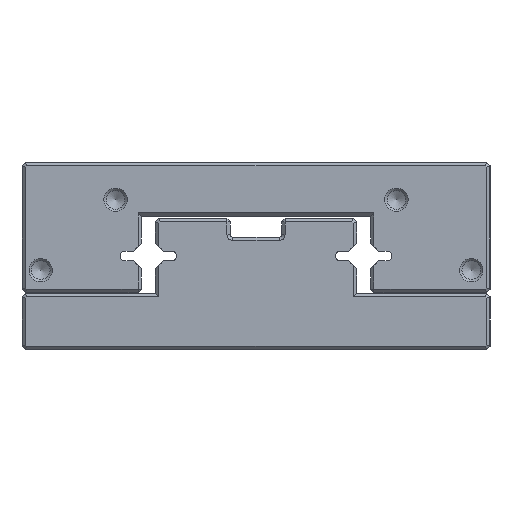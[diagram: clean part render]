
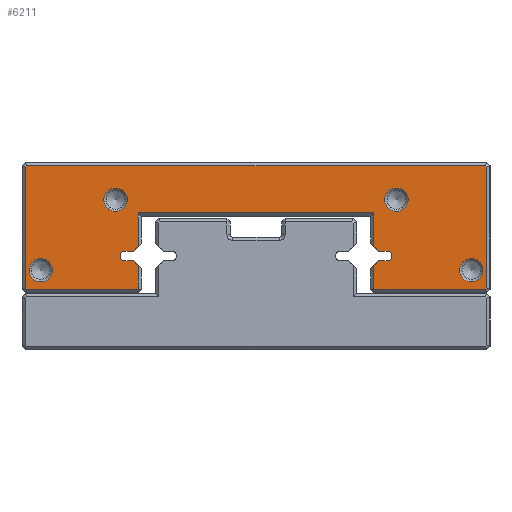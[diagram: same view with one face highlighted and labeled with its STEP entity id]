
A CAD part, left-side view. The second image highlights one B-rep face of the part: STEP entity #6211.
In plain terms, the highlighted planar face has unit normal (-1, 0, 0).
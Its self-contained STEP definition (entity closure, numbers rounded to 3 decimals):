
#5166=FACE_BOUND('',#9561,.T.);
#5167=FACE_BOUND('',#9562,.T.);
#5168=FACE_BOUND('',#9563,.T.);
#5169=FACE_BOUND('',#9564,.T.);
#5170=FACE_BOUND('',#9565,.T.);
#5717=CIRCLE('',#26059,1.);
#5734=CIRCLE('',#26084,1.);
#5740=CIRCLE('',#26096,2.5);
#5741=CIRCLE('',#26097,2.5);
#5742=CIRCLE('',#26098,2.5);
#5743=CIRCLE('',#26099,2.5);
#6211=ADVANCED_FACE('',(#5166,#5167,#5168,#5169,#5170),#7384,.T.);
#7384=PLANE('',#26100);
#9561=EDGE_LOOP('',(#12512,#12513,#12514,#12515,#12516,#12517,#12518,#12519,
#12520,#12521,#12522,#12523,#12524,#12525,#12526,#12527,#12528,#12529,#12530,
#12531,#12532,#12533,#12534,#12535));
#9562=EDGE_LOOP('',(#12536));
#9563=EDGE_LOOP('',(#12537));
#9564=EDGE_LOOP('',(#12538));
#9565=EDGE_LOOP('',(#12539));
#12512=ORIENTED_EDGE('',*,*,#19552,.F.);
#12513=ORIENTED_EDGE('',*,*,#19593,.T.);
#12514=ORIENTED_EDGE('',*,*,#19594,.T.);
#12515=ORIENTED_EDGE('',*,*,#19595,.T.);
#12516=ORIENTED_EDGE('',*,*,#19499,.F.);
#12517=ORIENTED_EDGE('',*,*,#19493,.F.);
#12518=ORIENTED_EDGE('',*,*,#19490,.F.);
#12519=ORIENTED_EDGE('',*,*,#19487,.F.);
#12520=ORIENTED_EDGE('',*,*,#19485,.F.);
#12521=ORIENTED_EDGE('',*,*,#19596,.T.);
#12522=ORIENTED_EDGE('',*,*,#19597,.T.);
#12523=ORIENTED_EDGE('',*,*,#19598,.T.);
#12524=ORIENTED_EDGE('',*,*,#19599,.T.);
#12525=ORIENTED_EDGE('',*,*,#19600,.T.);
#12526=ORIENTED_EDGE('',*,*,#19601,.T.);
#12527=ORIENTED_EDGE('',*,*,#19602,.T.);
#12528=ORIENTED_EDGE('',*,*,#19603,.T.);
#12529=ORIENTED_EDGE('',*,*,#19604,.T.);
#12530=ORIENTED_EDGE('',*,*,#19605,.T.);
#12531=ORIENTED_EDGE('',*,*,#19606,.T.);
#12532=ORIENTED_EDGE('',*,*,#19566,.F.);
#12533=ORIENTED_EDGE('',*,*,#19560,.F.);
#12534=ORIENTED_EDGE('',*,*,#19557,.F.);
#12535=ORIENTED_EDGE('',*,*,#19554,.F.);
#12536=ORIENTED_EDGE('',*,*,#19607,.T.);
#12537=ORIENTED_EDGE('',*,*,#19608,.T.);
#12538=ORIENTED_EDGE('',*,*,#19609,.T.);
#12539=ORIENTED_EDGE('',*,*,#19610,.T.);
#17335=VERTEX_POINT('',#34861);
#17336=VERTEX_POINT('',#34863);
#17337=VERTEX_POINT('',#34867);
#17339=VERTEX_POINT('',#34873);
#17341=VERTEX_POINT('',#34879);
#17346=VERTEX_POINT('',#34891);
#17382=VERTEX_POINT('',#34983);
#17383=VERTEX_POINT('',#34985);
#17384=VERTEX_POINT('',#34989);
#17386=VERTEX_POINT('',#34995);
#17388=VERTEX_POINT('',#35001);
#17393=VERTEX_POINT('',#35013);
#17416=VERTEX_POINT('',#35067);
#17417=VERTEX_POINT('',#35069);
#17418=VERTEX_POINT('',#35072);
#17419=VERTEX_POINT('',#35074);
#17420=VERTEX_POINT('',#35076);
#17421=VERTEX_POINT('',#35078);
#17422=VERTEX_POINT('',#35080);
#17423=VERTEX_POINT('',#35082);
#17424=VERTEX_POINT('',#35084);
#17425=VERTEX_POINT('',#35086);
#17426=VERTEX_POINT('',#35088);
#17427=VERTEX_POINT('',#35090);
#17428=VERTEX_POINT('',#35093);
#17429=VERTEX_POINT('',#35095);
#17430=VERTEX_POINT('',#35097);
#17431=VERTEX_POINT('',#35099);
#19485=EDGE_CURVE('',#17335,#17336,#22008,.T.);
#19487=EDGE_CURVE('',#17336,#17337,#22010,.T.);
#19490=EDGE_CURVE('',#17337,#17339,#5717,.T.);
#19493=EDGE_CURVE('',#17339,#17341,#22014,.T.);
#19499=EDGE_CURVE('',#17341,#17346,#22020,.T.);
#19552=EDGE_CURVE('',#17382,#17383,#22058,.T.);
#19554=EDGE_CURVE('',#17383,#17384,#22060,.T.);
#19557=EDGE_CURVE('',#17384,#17386,#5734,.T.);
#19560=EDGE_CURVE('',#17386,#17388,#22064,.T.);
#19566=EDGE_CURVE('',#17388,#17393,#22070,.T.);
#19593=EDGE_CURVE('',#17382,#17416,#22093,.T.);
#19594=EDGE_CURVE('',#17416,#17417,#22094,.T.);
#19595=EDGE_CURVE('',#17417,#17346,#22095,.T.);
#19596=EDGE_CURVE('',#17335,#17418,#22096,.T.);
#19597=EDGE_CURVE('',#17418,#17419,#22097,.T.);
#19598=EDGE_CURVE('',#17419,#17420,#22098,.T.);
#19599=EDGE_CURVE('',#17420,#17421,#22099,.T.);
#19600=EDGE_CURVE('',#17421,#17422,#22100,.T.);
#19601=EDGE_CURVE('',#17422,#17423,#22101,.T.);
#19602=EDGE_CURVE('',#17423,#17424,#22102,.T.);
#19603=EDGE_CURVE('',#17424,#17425,#22103,.T.);
#19604=EDGE_CURVE('',#17425,#17426,#22104,.T.);
#19605=EDGE_CURVE('',#17426,#17427,#22105,.T.);
#19606=EDGE_CURVE('',#17427,#17393,#22106,.T.);
#19607=EDGE_CURVE('',#17428,#17428,#5740,.T.);
#19608=EDGE_CURVE('',#17429,#17429,#5741,.T.);
#19609=EDGE_CURVE('',#17430,#17430,#5742,.T.);
#19610=EDGE_CURVE('',#17431,#17431,#5743,.T.);
#22008=LINE('',#34862,#24162);
#22010=LINE('',#34866,#24164);
#22014=LINE('',#34878,#24168);
#22020=LINE('',#34890,#24174);
#22058=LINE('',#34984,#24212);
#22060=LINE('',#34988,#24214);
#22064=LINE('',#35000,#24218);
#22070=LINE('',#35012,#24224);
#22093=LINE('',#35066,#24247);
#22094=LINE('',#35068,#24248);
#22095=LINE('',#35070,#24249);
#22096=LINE('',#35071,#24250);
#22097=LINE('',#35073,#24251);
#22098=LINE('',#35075,#24252);
#22099=LINE('',#35077,#24253);
#22100=LINE('',#35079,#24254);
#22101=LINE('',#35081,#24255);
#22102=LINE('',#35083,#24256);
#22103=LINE('',#35085,#24257);
#22104=LINE('',#35087,#24258);
#22105=LINE('',#35089,#24259);
#22106=LINE('',#35091,#24260);
#24162=VECTOR('',#28767,1.);
#24164=VECTOR('',#28771,1.);
#24168=VECTOR('',#28783,1.);
#24174=VECTOR('',#28791,1.);
#24212=VECTOR('',#28867,1.);
#24214=VECTOR('',#28871,1.);
#24218=VECTOR('',#28883,1.);
#24224=VECTOR('',#28891,1.);
#24247=VECTOR('',#28930,1.);
#24248=VECTOR('',#28931,1.);
#24249=VECTOR('',#28932,1.);
#24250=VECTOR('',#28933,1.);
#24251=VECTOR('',#28934,1.);
#24252=VECTOR('',#28935,1.);
#24253=VECTOR('',#28936,1.);
#24254=VECTOR('',#28937,1.);
#24255=VECTOR('',#28938,1.);
#24256=VECTOR('',#28939,1.);
#24257=VECTOR('',#28940,1.);
#24258=VECTOR('',#28941,1.);
#24259=VECTOR('',#28942,1.);
#24260=VECTOR('',#28943,1.);
#26059=AXIS2_PLACEMENT_3D('',#34872,#28776,#28777);
#26084=AXIS2_PLACEMENT_3D('',#34994,#28876,#28877);
#26096=AXIS2_PLACEMENT_3D('',#35092,#28944,#28945);
#26097=AXIS2_PLACEMENT_3D('',#35094,#28946,#28947);
#26098=AXIS2_PLACEMENT_3D('',#35096,#28948,#28949);
#26099=AXIS2_PLACEMENT_3D('',#35098,#28950,#28951);
#26100=AXIS2_PLACEMENT_3D('',#35100,#28952,#28953);
#28767=DIRECTION('',(0.,-0.707,0.707));
#28771=DIRECTION('',(0.,-1.,0.));
#28776=DIRECTION('',(-1.,0.,0.));
#28777=DIRECTION('',(0.,0.,-1.));
#28783=DIRECTION('',(0.,1.,0.));
#28791=DIRECTION('',(0.,0.707,0.707));
#28867=DIRECTION('',(0.,0.707,-0.707));
#28871=DIRECTION('',(0.,1.,0.));
#28876=DIRECTION('',(-1.,0.,0.));
#28877=DIRECTION('',(0.,0.,1.));
#28883=DIRECTION('',(0.,-1.,0.));
#28891=DIRECTION('',(0.,-0.707,-0.707));
#28930=DIRECTION('',(0.,0.,1.));
#28931=DIRECTION('',(0.,-1.,0.));
#28932=DIRECTION('',(0.,0.,-1.));
#28933=DIRECTION('',(0.,0.,-1.));
#28934=DIRECTION('',(0.,-1.,0.));
#28935=DIRECTION('',(0.,-0.707,0.707));
#28936=DIRECTION('',(0.,0.,1.));
#28937=DIRECTION('',(0.,0.707,0.707));
#28938=DIRECTION('',(0.,1.,0.));
#28939=DIRECTION('',(0.,0.707,-0.707));
#28940=DIRECTION('',(0.,0.,-1.));
#28941=DIRECTION('',(0.,-0.707,-0.707));
#28942=DIRECTION('',(0.,-1.,0.));
#28943=DIRECTION('',(0.,0.,1.));
#28944=DIRECTION('',(1.,0.,0.));
#28945=DIRECTION('',(0.,0.,-1.));
#28946=DIRECTION('',(1.,0.,0.));
#28947=DIRECTION('',(0.,0.,-1.));
#28948=DIRECTION('',(1.,0.,0.));
#28949=DIRECTION('',(0.,0.,-1.));
#28950=DIRECTION('',(1.,0.,0.));
#28951=DIRECTION('',(0.,0.,-1.));
#28952=DIRECTION('',(-1.,0.,0.));
#28953=DIRECTION('',(0.,0.,1.));
#34861=CARTESIAN_POINT('',(80.,24.8,17.957));
#34862=CARTESIAN_POINT('',(80.,25.5,17.257));
#34863=CARTESIAN_POINT('',(80.,23.757,19.));
#34866=CARTESIAN_POINT('',(80.,23.757,19.));
#34867=CARTESIAN_POINT('',(80.,22.,19.));
#34872=CARTESIAN_POINT('',(80.,22.,20.));
#34873=CARTESIAN_POINT('',(80.,22.,21.));
#34878=CARTESIAN_POINT('',(80.,22.,21.));
#34879=CARTESIAN_POINT('',(80.,23.757,21.));
#34890=CARTESIAN_POINT('',(80.,23.757,21.));
#34891=CARTESIAN_POINT('',(80.,24.8,22.043));
#34983=CARTESIAN_POINT('',(80.,75.2,22.043));
#34984=CARTESIAN_POINT('',(80.,74.5,22.743));
#34985=CARTESIAN_POINT('',(80.,76.243,21.));
#34988=CARTESIAN_POINT('',(80.,76.243,21.));
#34989=CARTESIAN_POINT('',(80.,78.,21.));
#34994=CARTESIAN_POINT('',(80.,78.,20.));
#34995=CARTESIAN_POINT('',(80.,78.,19.));
#35000=CARTESIAN_POINT('',(80.,78.,19.));
#35001=CARTESIAN_POINT('',(80.,76.243,19.));
#35012=CARTESIAN_POINT('',(80.,76.243,19.));
#35013=CARTESIAN_POINT('',(80.,75.2,17.957));
#35066=CARTESIAN_POINT('',(80.,75.2,28.5));
#35067=CARTESIAN_POINT('',(80.,75.2,29.2));
#35068=CARTESIAN_POINT('',(80.,25.5,29.2));
#35069=CARTESIAN_POINT('',(80.,24.8,29.2));
#35070=CARTESIAN_POINT('',(80.,24.8,22.743));
#35071=CARTESIAN_POINT('',(80.,24.8,12.2));
#35072=CARTESIAN_POINT('',(80.,24.8,12.9));
#35073=CARTESIAN_POINT('',(80.,0.7,12.9));
#35074=CARTESIAN_POINT('',(80.,0.99,12.9));
#35075=CARTESIAN_POINT('',(80.,7.945,5.945));
#35076=CARTESIAN_POINT('',(80.,0.7,13.19));
#35077=CARTESIAN_POINT('',(80.,0.7,39.3));
#35078=CARTESIAN_POINT('',(80.,0.7,39.01));
#35079=CARTESIAN_POINT('',(80.,1.845,40.155));
#35080=CARTESIAN_POINT('',(80.,0.99,39.3));
#35081=CARTESIAN_POINT('',(80.,99.3,39.3));
#35082=CARTESIAN_POINT('',(80.,99.01,39.3));
#35083=CARTESIAN_POINT('',(80.,70.155,68.155));
#35084=CARTESIAN_POINT('',(80.,99.3,39.01));
#35085=CARTESIAN_POINT('',(80.,99.3,12.9));
#35086=CARTESIAN_POINT('',(80.,99.3,13.19));
#35087=CARTESIAN_POINT('',(80.,64.055,-22.055));
#35088=CARTESIAN_POINT('',(80.,99.01,12.9));
#35089=CARTESIAN_POINT('',(80.,74.5,12.9));
#35090=CARTESIAN_POINT('',(80.,75.2,12.9));
#35091=CARTESIAN_POINT('',(80.,75.2,17.257));
#35092=CARTESIAN_POINT('',(80.,96.,17.));
#35093=CARTESIAN_POINT('',(80.,96.,14.5));
#35094=CARTESIAN_POINT('',(80.,4.,17.));
#35095=CARTESIAN_POINT('',(80.,4.,14.5));
#35096=CARTESIAN_POINT('',(80.,20.,32.));
#35097=CARTESIAN_POINT('',(80.,20.,29.5));
#35098=CARTESIAN_POINT('',(80.,80.,32.));
#35099=CARTESIAN_POINT('',(80.,80.,29.5));
#35100=CARTESIAN_POINT('',(80.,22.,20.));
